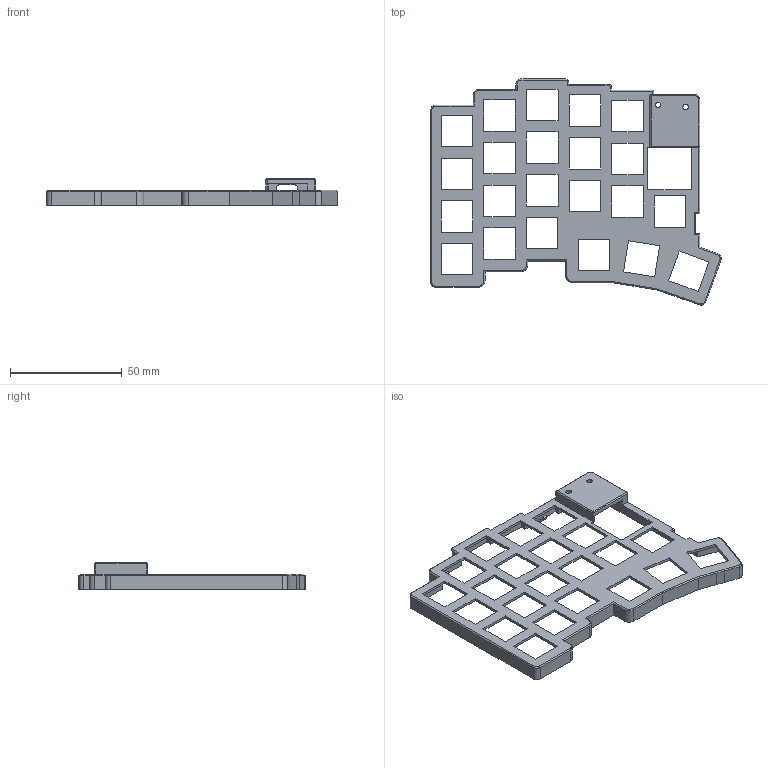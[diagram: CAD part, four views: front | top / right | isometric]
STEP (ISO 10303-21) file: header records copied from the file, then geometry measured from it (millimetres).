
FILE_DESCRIPTION(/* description */ ('HOOPS Exchange Step'),/* implementation_level */ '2;1');
FILE_NAME(/* name */ 'top_L_LP.step',/* time_stamp */ '2025-06-05T16:17:31+08:00',/* author */ (''),/* organization */ (''),/* preprocessor_version */ 'ST-DEVELOPER v20.1',/* originating_system */ 'Autodesk Translation Framework v14.10.0.0',/* authorisation */ '');
FILE_SCHEMA (('AUTOMOTIVE_DESIGN { 1 0 10303 214 3 1 1 }'));
Length unit declared in the file: millimetre
Products named in the file (1): L_top
Bounding box: 129.87 x 101.09 x 12 mm (x, y, z)
Volume: 12053.7 mm3; surface area: 19136.4 mm2
Topology: 1 solids, 1 shells, 289 faces, 815 edges, 524 vertices
Faces by surface type: plane 232, cylinder 39, cone 15, torus 2, bspline 1
Full cylindrical faces by diameter (mm): 2.5 x2
Entity records: 9301 total; most frequent: CARTESIAN_POINT 1645, ORIENTED_EDGE 1626, DIRECTION 1488, EDGE_CURVE 813, LINE 710, VECTOR 710, VERTEX_POINT 524, AXIS2_PLACEMENT_3D 389
